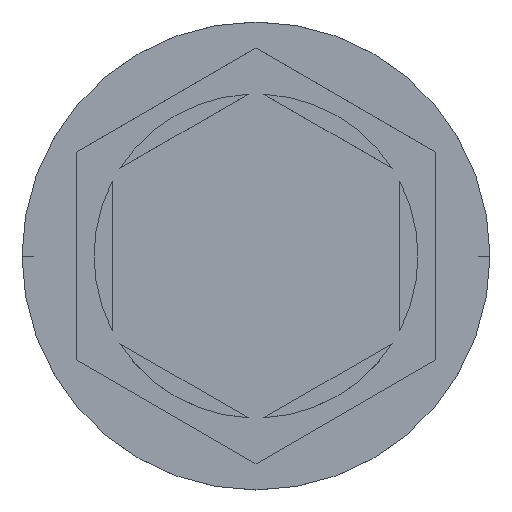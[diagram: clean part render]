
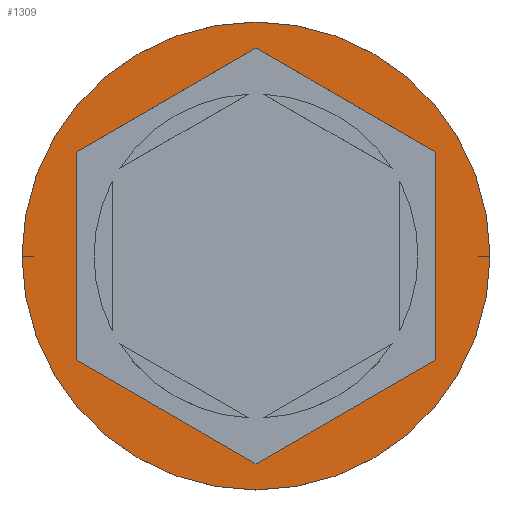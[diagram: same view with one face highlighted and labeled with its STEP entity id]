
A CAD part, top view. The second image highlights one B-rep face of the part: STEP entity #1309.
In plain terms, the highlighted planar face has unit normal (0, 0, 1).
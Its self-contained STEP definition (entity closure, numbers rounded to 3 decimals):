
#10 = ORIENTED_EDGE ( 'NONE', *, *, #577, .F. ) ;
#112 = LINE ( 'NONE', #1847, #256 ) ;
#151 = DIRECTION ( 'NONE',  ( 0., 0., 1. ) ) ;
#161 = CARTESIAN_POINT ( 'NONE',  ( 5., -2.887, 0. ) ) ;
#185 = VERTEX_POINT ( 'NONE', #1666 ) ;
#203 = CIRCLE ( 'NONE', #1319, 6.5 ) ;
#204 = AXIS2_PLACEMENT_3D ( 'NONE', #786, #1558, #2111 ) ;
#256 = VECTOR ( 'NONE', #1255, 1000. ) ;
#274 = ORIENTED_EDGE ( 'NONE', *, *, #447, .F. ) ;
#284 = LINE ( 'NONE', #1866, #2134 ) ;
#297 = LINE ( 'NONE', #868, #600 ) ;
#304 = DIRECTION ( 'NONE',  ( -0.866, 0.5, 0. ) ) ;
#379 = LINE ( 'NONE', #161, #1651 ) ;
#447 = EDGE_CURVE ( 'NONE', #185, #1597, #821, .T. ) ;
#547 = EDGE_LOOP ( 'NONE', ( #2432, #2135, #10, #2097, #1934, #274 ) ) ;
#572 = CARTESIAN_POINT ( 'NONE',  ( -5., 2.887, 0. ) ) ;
#576 = DIRECTION ( 'NONE',  ( 1., 0., 0. ) ) ;
#577 = EDGE_CURVE ( 'NONE', #1758, #632, #297, .T. ) ;
#587 = PLANE ( 'NONE',  #204 ) ;
#600 = VECTOR ( 'NONE', #1816, 1000. ) ;
#632 = VERTEX_POINT ( 'NONE', #2202 ) ;
#735 = CIRCLE ( 'NONE', #2149, 6.5 ) ;
#744 = EDGE_LOOP ( 'NONE', ( #2468, #1138 ) ) ;
#774 = FACE_BOUND ( 'NONE', #547, .T. ) ;
#786 = CARTESIAN_POINT ( 'NONE',  ( 0., 0., 0. ) ) ;
#804 = DIRECTION ( 'NONE',  ( -0.866, -0.5, 0. ) ) ;
#821 = LINE ( 'NONE', #994, #2047 ) ;
#868 = CARTESIAN_POINT ( 'NONE',  ( 0., -5.774, 0. ) ) ;
#926 = DIRECTION ( 'NONE',  ( 0., 1., 0. ) ) ;
#927 = CARTESIAN_POINT ( 'NONE',  ( 5., 2.887, 0. ) ) ;
#929 = VECTOR ( 'NONE', #304, 1000. ) ;
#994 = CARTESIAN_POINT ( 'NONE',  ( 0., 5.774, 0. ) ) ;
#1099 = EDGE_CURVE ( 'NONE', #2300, #2479, #203, .T. ) ;
#1138 = ORIENTED_EDGE ( 'NONE', *, *, #2386, .T. ) ;
#1140 = CARTESIAN_POINT ( 'NONE',  ( 0., 0., 0. ) ) ;
#1177 = EDGE_CURVE ( 'NONE', #632, #2392, #379, .T. ) ;
#1244 = DIRECTION ( 'NONE',  ( 0.866, -0.5, 0. ) ) ;
#1255 = DIRECTION ( 'NONE',  ( 0., -1., 0. ) ) ;
#1301 = CARTESIAN_POINT ( 'NONE',  ( 0., 0., 0. ) ) ;
#1309 = ADVANCED_FACE ( 'NONE', ( #774, #2314 ), #587, .T. ) ;
#1319 = AXIS2_PLACEMENT_3D ( 'NONE', #1301, #2302, #1862 ) ;
#1350 = CARTESIAN_POINT ( 'NONE',  ( -6.5, 0., 0. ) ) ;
#1558 = DIRECTION ( 'NONE',  ( 0., 0., 1. ) ) ;
#1597 = VERTEX_POINT ( 'NONE', #572 ) ;
#1651 = VECTOR ( 'NONE', #926, 1000. ) ;
#1664 = CARTESIAN_POINT ( 'NONE',  ( 0., -5.774, 0. ) ) ;
#1666 = CARTESIAN_POINT ( 'NONE',  ( 0., 5.774, 0. ) ) ;
#1672 = CARTESIAN_POINT ( 'NONE',  ( 6.5, 0., 0. ) ) ;
#1758 = VERTEX_POINT ( 'NONE', #1664 ) ;
#1783 = EDGE_CURVE ( 'NONE', #2143, #1758, #284, .T. ) ;
#1816 = DIRECTION ( 'NONE',  ( 0.866, 0.5, 0. ) ) ;
#1847 = CARTESIAN_POINT ( 'NONE',  ( -5., 2.887, 0. ) ) ;
#1862 = DIRECTION ( 'NONE',  ( 1., 0., 0. ) ) ;
#1866 = CARTESIAN_POINT ( 'NONE',  ( -5., -2.887, 0. ) ) ;
#1934 = ORIENTED_EDGE ( 'NONE', *, *, #2246, .F. ) ;
#1999 = CARTESIAN_POINT ( 'NONE',  ( 5., 2.887, 0. ) ) ;
#2047 = VECTOR ( 'NONE', #804, 1000. ) ;
#2050 = LINE ( 'NONE', #1999, #929 ) ;
#2097 = ORIENTED_EDGE ( 'NONE', *, *, #1783, .F. ) ;
#2111 = DIRECTION ( 'NONE',  ( 1., 0., 0. ) ) ;
#2134 = VECTOR ( 'NONE', #1244, 1000. ) ;
#2135 = ORIENTED_EDGE ( 'NONE', *, *, #1177, .F. ) ;
#2143 = VERTEX_POINT ( 'NONE', #2359 ) ;
#2149 = AXIS2_PLACEMENT_3D ( 'NONE', #1140, #151, #576 ) ;
#2202 = CARTESIAN_POINT ( 'NONE',  ( 5., -2.887, 0. ) ) ;
#2246 = EDGE_CURVE ( 'NONE', #1597, #2143, #112, .T. ) ;
#2274 = EDGE_CURVE ( 'NONE', #2392, #185, #2050, .T. ) ;
#2300 = VERTEX_POINT ( 'NONE', #1672 ) ;
#2302 = DIRECTION ( 'NONE',  ( 0., 0., 1. ) ) ;
#2314 = FACE_OUTER_BOUND ( 'NONE', #744, .T. ) ;
#2359 = CARTESIAN_POINT ( 'NONE',  ( -5., -2.887, 0. ) ) ;
#2386 = EDGE_CURVE ( 'NONE', #2479, #2300, #735, .T. ) ;
#2392 = VERTEX_POINT ( 'NONE', #927 ) ;
#2432 = ORIENTED_EDGE ( 'NONE', *, *, #2274, .F. ) ;
#2468 = ORIENTED_EDGE ( 'NONE', *, *, #1099, .T. ) ;
#2479 = VERTEX_POINT ( 'NONE', #1350 ) ;
